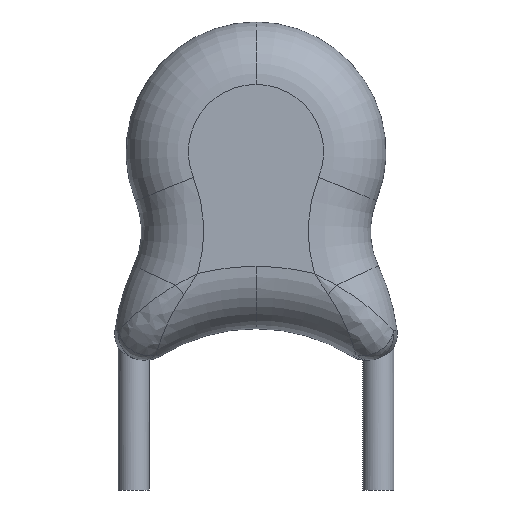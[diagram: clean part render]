
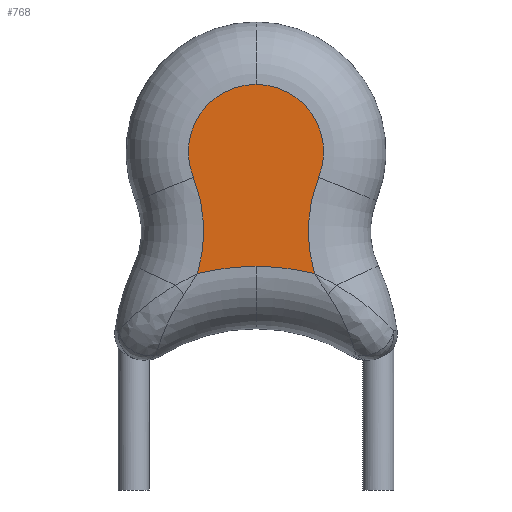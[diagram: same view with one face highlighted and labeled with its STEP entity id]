
A CAD part, front view. The second image highlights one B-rep face of the part: STEP entity #768.
In plain terms, the highlighted planar face has unit normal (0, -1, 0).
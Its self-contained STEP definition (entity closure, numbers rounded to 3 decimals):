
#201 = VERTEX_POINT('',#202);
#202 = CARTESIAN_POINT('',(2.5,-1.25,2.1));
#209 = EDGE_CURVE('',#210,#201,#212,.T.);
#210 = VERTEX_POINT('',#211);
#211 = CARTESIAN_POINT('',(1.375,-1.25,1.962));
#212 = CIRCLE('',#213,4.669);
#213 = AXIS2_PLACEMENT_3D('',#214,#215,#216);
#214 = CARTESIAN_POINT('',(2.5,-1.25,-2.569));
#215 = DIRECTION('',(-0.,1.,0.));
#216 = DIRECTION('',(0.,-0.,1.));
#255 = EDGE_CURVE('',#256,#258,#260,.T.);
#256 = VERTEX_POINT('',#257);
#257 = CARTESIAN_POINT('',(2.5,-1.25,5.6));
#258 = VERTEX_POINT('',#259);
#259 = CARTESIAN_POINT('',(1.295,-1.25,3.813));
#260 = CIRCLE('',#261,1.3);
#261 = AXIS2_PLACEMENT_3D('',#262,#263,#264);
#262 = CARTESIAN_POINT('',(2.5,-1.25,4.3));
#263 = DIRECTION('',(0.,-1.,0.));
#264 = DIRECTION('',(0.,0.,1.));
#768 = ADVANCED_FACE('',(#769),#805,.F.);
#769 = FACE_BOUND('',#770,.T.);
#770 = EDGE_LOOP('',(#771,#780,#781,#788,#789,#798));
#771 = ORIENTED_EDGE('',*,*,#772,.T.);
#772 = EDGE_CURVE('',#773,#256,#775,.T.);
#773 = VERTEX_POINT('',#774);
#774 = CARTESIAN_POINT('',(3.705,-1.25,3.813));
#775 = CIRCLE('',#776,1.3);
#776 = AXIS2_PLACEMENT_3D('',#777,#778,#779);
#777 = CARTESIAN_POINT('',(2.5,-1.25,4.3));
#778 = DIRECTION('',(0.,-1.,-0.));
#779 = DIRECTION('',(0.,-0.,1.));
#780 = ORIENTED_EDGE('',*,*,#255,.T.);
#781 = ORIENTED_EDGE('',*,*,#782,.T.);
#782 = EDGE_CURVE('',#258,#210,#783,.T.);
#783 = CIRCLE('',#784,2.767);
#784 = AXIS2_PLACEMENT_3D('',#785,#786,#787);
#785 = CARTESIAN_POINT('',(-1.27,-1.25,2.775));
#786 = DIRECTION('',(-0.,1.,0.));
#787 = DIRECTION('',(0.,-0.,1.));
#788 = ORIENTED_EDGE('',*,*,#209,.T.);
#789 = ORIENTED_EDGE('',*,*,#790,.T.);
#790 = EDGE_CURVE('',#201,#791,#793,.T.);
#791 = VERTEX_POINT('',#792);
#792 = CARTESIAN_POINT('',(3.625,-1.25,1.962));
#793 = CIRCLE('',#794,4.669);
#794 = AXIS2_PLACEMENT_3D('',#795,#796,#797);
#795 = CARTESIAN_POINT('',(2.5,-1.25,-2.569));
#796 = DIRECTION('',(-0.,1.,0.));
#797 = DIRECTION('',(0.,-0.,1.));
#798 = ORIENTED_EDGE('',*,*,#799,.T.);
#799 = EDGE_CURVE('',#791,#773,#800,.T.);
#800 = CIRCLE('',#801,2.767);
#801 = AXIS2_PLACEMENT_3D('',#802,#803,#804);
#802 = CARTESIAN_POINT('',(6.27,-1.25,2.775));
#803 = DIRECTION('',(-0.,1.,0.));
#804 = DIRECTION('',(0.,-0.,1.));
#805 = PLANE('',#806);
#806 = AXIS2_PLACEMENT_3D('',#807,#808,#809);
#807 = CARTESIAN_POINT('',(2.5,-1.25,-2.569));
#808 = DIRECTION('',(0.,1.,0.));
#809 = DIRECTION('',(0.,0.,1.));
